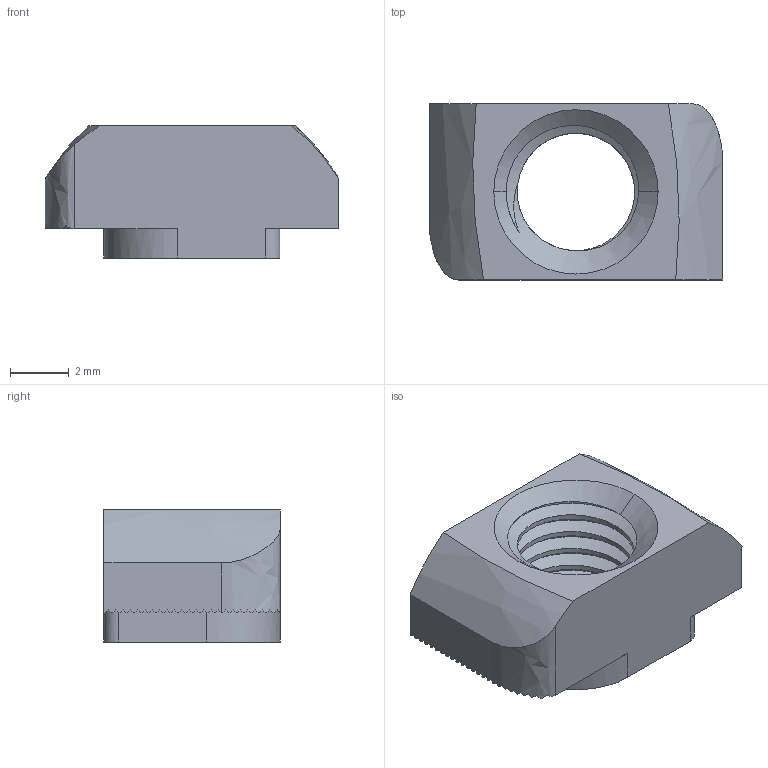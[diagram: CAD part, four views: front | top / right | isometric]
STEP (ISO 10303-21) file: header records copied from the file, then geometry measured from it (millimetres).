
FILE_DESCRIPTION (( 'STEP AP214' ), '1' );
FILE_NAME ('À223 Ò-ãàéêà Ì4, ïàç 6 (ïîäðîáíàÿ ìîäåëü).STEP', '2019-02-18T00:20:22', ( 'KIRILL' ), ( '' ), 'SwSTEP 2.0', 'SolidWorks 2018', '' );
FILE_SCHEMA (( 'AUTOMOTIVE_DESIGN' ));
Length unit declared in the file: millimetre
Products named in the file (1): À223 Ò-ãàéêà Ì4, ïàç 6 (ïîäðîáíàÿ ìîäåëü)
Bounding box: 10 x 6 x 4.5 mm (x, y, z)
Volume: 154.2 mm3; surface area: 295.5 mm2
Topology: 1 solids, 1 shells, 179 faces, 523 edges, 346 vertices
Faces by surface type: plane 152, cylinder 15, bspline 7, cone 5
Entity records: 7100 total; most frequent: CARTESIAN_POINT 2648, ORIENTED_EDGE 1046, DIRECTION 772, EDGE_CURVE 523, VECTOR 346, LINE 346, VERTEX_POINT 346, AXIS2_PLACEMENT_3D 213
